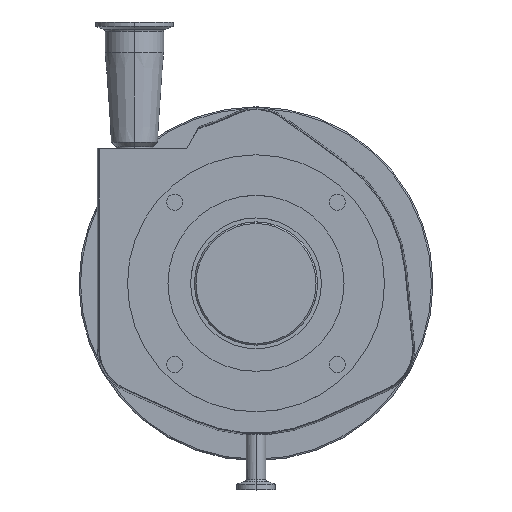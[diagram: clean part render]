
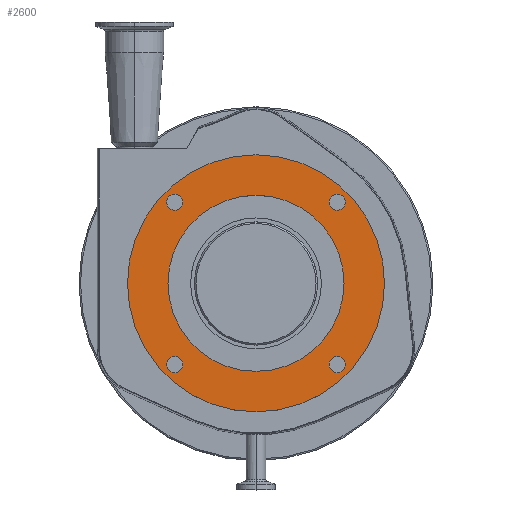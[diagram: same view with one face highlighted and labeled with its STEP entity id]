
A CAD part, top view. The second image highlights one B-rep face of the part: STEP entity #2600.
In plain terms, the highlighted planar face has unit normal (0, 0, 1).
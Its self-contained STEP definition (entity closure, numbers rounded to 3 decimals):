
#12 = FACE_BOUND ( 'NONE', #2169, .T. ) ;
#23 = CARTESIAN_POINT ( 'NONE',  ( 0., 0., -5.5 ) ) ;
#76 = CARTESIAN_POINT ( 'NONE',  ( 47.509, -52.759, -5.5 ) ) ;
#88 = CARTESIAN_POINT ( 'NONE',  ( 58.009, 52.759, -5.5 ) ) ;
#198 = DIRECTION ( 'NONE',  ( 0., 0., 1. ) ) ;
#308 = CARTESIAN_POINT ( 'NONE',  ( 52.759, 52.759, -5.5 ) ) ;
#523 = DIRECTION ( 'NONE',  ( 1., 0., 0. ) ) ;
#530 = CIRCLE ( 'NONE', #3600, 5.25 ) ;
#565 = EDGE_LOOP ( 'NONE', ( #760, #4866 ) ) ;
#573 = FACE_BOUND ( 'NONE', #565, .T. ) ;
#621 = VERTEX_POINT ( 'NONE', #88 ) ;
#660 = EDGE_LOOP ( 'NONE', ( #984, #888 ) ) ;
#747 = DIRECTION ( 'NONE',  ( 0., 0., 1. ) ) ;
#760 = ORIENTED_EDGE ( 'NONE', *, *, #3104, .F. ) ;
#815 = DIRECTION ( 'NONE',  ( 0., 0., 1. ) ) ;
#837 = CARTESIAN_POINT ( 'NONE',  ( -47.509, -52.759, -5.5 ) ) ;
#888 = ORIENTED_EDGE ( 'NONE', *, *, #5089, .F. ) ;
#948 = CARTESIAN_POINT ( 'NONE',  ( -52.759, 52.759, -5.5 ) ) ;
#984 = ORIENTED_EDGE ( 'NONE', *, *, #2145, .F. ) ;
#1083 = AXIS2_PLACEMENT_3D ( 'NONE', #1824, #198, #6926 ) ;
#1085 = DIRECTION ( 'NONE',  ( 1., 0., 0. ) ) ;
#1135 = ORIENTED_EDGE ( 'NONE', *, *, #1392, .F. ) ;
#1144 = DIRECTION ( 'NONE',  ( 1., 0., 0. ) ) ;
#1179 = CIRCLE ( 'NONE', #5295, 5.25 ) ;
#1226 = CIRCLE ( 'NONE', #6137, 5.25 ) ;
#1300 = CARTESIAN_POINT ( 'NONE',  ( 58.009, -52.759, -5.5 ) ) ;
#1392 = EDGE_CURVE ( 'NONE', #2840, #5837, #6255, .T. ) ;
#1395 = CARTESIAN_POINT ( 'NONE',  ( 47.509, 52.759, -5.5 ) ) ;
#1647 = EDGE_CURVE ( 'NONE', #2314, #5383, #2520, .T. ) ;
#1649 = CARTESIAN_POINT ( 'NONE',  ( -58.009, -52.759, -5.5 ) ) ;
#1652 = DIRECTION ( 'NONE',  ( 0., 0., 1. ) ) ;
#1694 = CARTESIAN_POINT ( 'NONE',  ( 52.759, -52.759, -5.5 ) ) ;
#1734 = ORIENTED_EDGE ( 'NONE', *, *, #7193, .F. ) ;
#1742 = CARTESIAN_POINT ( 'NONE',  ( 52.759, -52.759, -5.5 ) ) ;
#1813 = DIRECTION ( 'NONE',  ( 1., 0., 0. ) ) ;
#1824 = CARTESIAN_POINT ( 'NONE',  ( 0., 0., -5.5 ) ) ;
#1832 = EDGE_CURVE ( 'NONE', #4188, #621, #2161, .T. ) ;
#1935 = CARTESIAN_POINT ( 'NONE',  ( 0., 0., -5.5 ) ) ;
#1972 = DIRECTION ( 'NONE',  ( 0., 0., 1. ) ) ;
#2091 = EDGE_CURVE ( 'NONE', #3804, #2263, #3709, .T. ) ;
#2123 = CIRCLE ( 'NONE', #3075, 83.5 ) ;
#2145 = EDGE_CURVE ( 'NONE', #2608, #5694, #1226, .T. ) ;
#2161 = CIRCLE ( 'NONE', #6973, 5.25 ) ;
#2169 = EDGE_LOOP ( 'NONE', ( #2791, #1135 ) ) ;
#2263 = VERTEX_POINT ( 'NONE', #5486 ) ;
#2264 = PLANE ( 'NONE',  #4868 ) ;
#2314 = VERTEX_POINT ( 'NONE', #1649 ) ;
#2319 = ORIENTED_EDGE ( 'NONE', *, *, #2091, .T. ) ;
#2520 = CIRCLE ( 'NONE', #4168, 5.25 ) ;
#2522 = CARTESIAN_POINT ( 'NONE',  ( -52.759, -52.759, -5.5 ) ) ;
#2600 = ADVANCED_FACE ( 'NONE', ( #4547, #4446, #5058, #573, #2825, #12 ), #2264, .T. ) ;
#2608 = VERTEX_POINT ( 'NONE', #6777 ) ;
#2677 = DIRECTION ( 'NONE',  ( 1., 0., 0. ) ) ;
#2678 = AXIS2_PLACEMENT_3D ( 'NONE', #1742, #5547, #523 ) ;
#2700 = DIRECTION ( 'NONE',  ( 1., 0., 0. ) ) ;
#2791 = ORIENTED_EDGE ( 'NONE', *, *, #6459, .F. ) ;
#2825 = FACE_OUTER_BOUND ( 'NONE', #5218, .T. ) ;
#2840 = VERTEX_POINT ( 'NONE', #6597 ) ;
#2880 = DIRECTION ( 'NONE',  ( 0., 0., 1. ) ) ;
#2958 = DIRECTION ( 'NONE',  ( 0., 0., 1. ) ) ;
#3075 = AXIS2_PLACEMENT_3D ( 'NONE', #1935, #6413, #2700 ) ;
#3104 = EDGE_CURVE ( 'NONE', #621, #4188, #530, .T. ) ;
#3114 = AXIS2_PLACEMENT_3D ( 'NONE', #6207, #2958, #1813 ) ;
#3349 = DIRECTION ( 'NONE',  ( 0., 0., 1. ) ) ;
#3363 = VERTEX_POINT ( 'NONE', #1300 ) ;
#3385 = DIRECTION ( 'NONE',  ( 1., 0., 0. ) ) ;
#3466 = CARTESIAN_POINT ( 'NONE',  ( -52.759, 52.759, -5.5 ) ) ;
#3502 = DIRECTION ( 'NONE',  ( 1., 0., 0. ) ) ;
#3600 = AXIS2_PLACEMENT_3D ( 'NONE', #308, #747, #4178 ) ;
#3709 = CIRCLE ( 'NONE', #3114, 83.5 ) ;
#3741 = CARTESIAN_POINT ( 'NONE',  ( 57.2, 0., -5.5 ) ) ;
#3804 = VERTEX_POINT ( 'NONE', #6712 ) ;
#3882 = CARTESIAN_POINT ( 'NONE',  ( -52.759, -52.759, -5.5 ) ) ;
#4025 = DIRECTION ( 'NONE',  ( 1., 0., 0. ) ) ;
#4106 = ORIENTED_EDGE ( 'NONE', *, *, #5669, .F. ) ;
#4168 = AXIS2_PLACEMENT_3D ( 'NONE', #3882, #6658, #3385 ) ;
#4178 = DIRECTION ( 'NONE',  ( 1., 0., 0. ) ) ;
#4188 = VERTEX_POINT ( 'NONE', #1395 ) ;
#4237 = DIRECTION ( 'NONE',  ( 1., 0., 0. ) ) ;
#4253 = DIRECTION ( 'NONE',  ( 1., 0., 0. ) ) ;
#4446 = FACE_BOUND ( 'NONE', #5739, .T. ) ;
#4464 = AXIS2_PLACEMENT_3D ( 'NONE', #1694, #6202, #3502 ) ;
#4545 = AXIS2_PLACEMENT_3D ( 'NONE', #948, #6013, #2677 ) ;
#4547 = FACE_BOUND ( 'NONE', #660, .T. ) ;
#4577 = ORIENTED_EDGE ( 'NONE', *, *, #6491, .F. ) ;
#4866 = ORIENTED_EDGE ( 'NONE', *, *, #1832, .F. ) ;
#4868 = AXIS2_PLACEMENT_3D ( 'NONE', #5635, #1652, #1085 ) ;
#5033 = AXIS2_PLACEMENT_3D ( 'NONE', #23, #3349, #4025 ) ;
#5058 = FACE_BOUND ( 'NONE', #5922, .T. ) ;
#5089 = EDGE_CURVE ( 'NONE', #5694, #2608, #5947, .T. ) ;
#5218 = EDGE_LOOP ( 'NONE', ( #2319, #6210 ) ) ;
#5233 = CARTESIAN_POINT ( 'NONE',  ( -58.009, 52.759, -5.5 ) ) ;
#5295 = AXIS2_PLACEMENT_3D ( 'NONE', #2522, #1972, #4253 ) ;
#5383 = VERTEX_POINT ( 'NONE', #837 ) ;
#5486 = CARTESIAN_POINT ( 'NONE',  ( -83.5, 0., -5.5 ) ) ;
#5547 = DIRECTION ( 'NONE',  ( 0., 0., 1. ) ) ;
#5575 = ORIENTED_EDGE ( 'NONE', *, *, #1647, .F. ) ;
#5635 = CARTESIAN_POINT ( 'NONE',  ( 0., 0., -5.5 ) ) ;
#5669 = EDGE_CURVE ( 'NONE', #6164, #3363, #5832, .T. ) ;
#5694 = VERTEX_POINT ( 'NONE', #5233 ) ;
#5730 = CARTESIAN_POINT ( 'NONE',  ( 52.759, 52.759, -5.5 ) ) ;
#5739 = EDGE_LOOP ( 'NONE', ( #1734, #5575 ) ) ;
#5832 = CIRCLE ( 'NONE', #2678, 5.25 ) ;
#5837 = VERTEX_POINT ( 'NONE', #3741 ) ;
#5922 = EDGE_LOOP ( 'NONE', ( #4577, #4106 ) ) ;
#5947 = CIRCLE ( 'NONE', #4545, 5.25 ) ;
#6013 = DIRECTION ( 'NONE',  ( 0., 0., 1. ) ) ;
#6087 = CIRCLE ( 'NONE', #5033, 57.2 ) ;
#6091 = CIRCLE ( 'NONE', #4464, 5.25 ) ;
#6137 = AXIS2_PLACEMENT_3D ( 'NONE', #3466, #2880, #1144 ) ;
#6164 = VERTEX_POINT ( 'NONE', #76 ) ;
#6202 = DIRECTION ( 'NONE',  ( 0., 0., 1. ) ) ;
#6207 = CARTESIAN_POINT ( 'NONE',  ( 0., 0., -5.5 ) ) ;
#6210 = ORIENTED_EDGE ( 'NONE', *, *, #7201, .T. ) ;
#6255 = CIRCLE ( 'NONE', #1083, 57.2 ) ;
#6413 = DIRECTION ( 'NONE',  ( 0., 0., 1. ) ) ;
#6459 = EDGE_CURVE ( 'NONE', #5837, #2840, #6087, .T. ) ;
#6491 = EDGE_CURVE ( 'NONE', #3363, #6164, #6091, .T. ) ;
#6597 = CARTESIAN_POINT ( 'NONE',  ( -57.2, 0., -5.5 ) ) ;
#6658 = DIRECTION ( 'NONE',  ( 0., 0., 1. ) ) ;
#6712 = CARTESIAN_POINT ( 'NONE',  ( 83.5, 0., -5.5 ) ) ;
#6777 = CARTESIAN_POINT ( 'NONE',  ( -47.509, 52.759, -5.5 ) ) ;
#6926 = DIRECTION ( 'NONE',  ( 1., 0., 0. ) ) ;
#6973 = AXIS2_PLACEMENT_3D ( 'NONE', #5730, #815, #4237 ) ;
#7193 = EDGE_CURVE ( 'NONE', #5383, #2314, #1179, .T. ) ;
#7201 = EDGE_CURVE ( 'NONE', #2263, #3804, #2123, .T. ) ;
